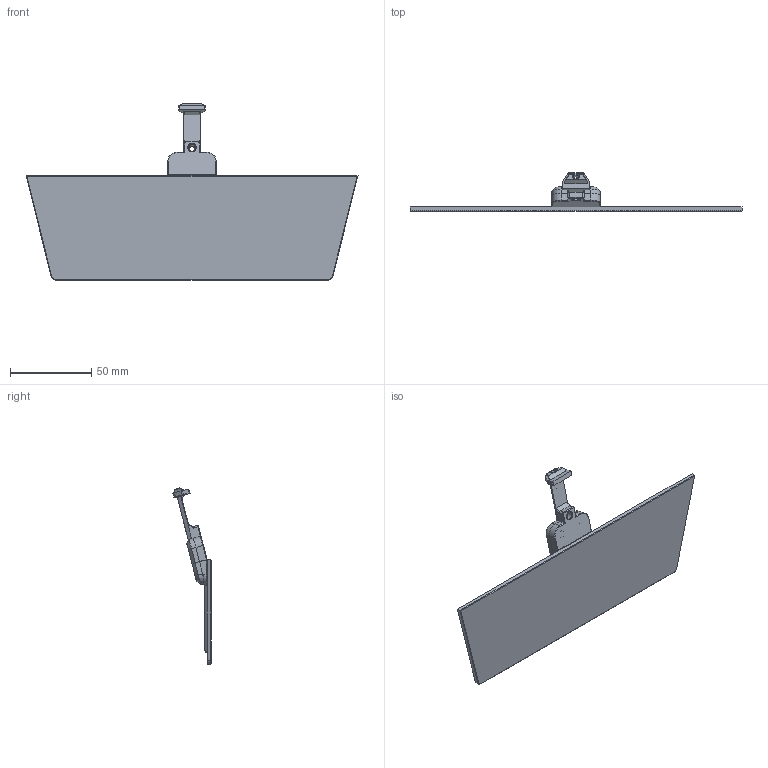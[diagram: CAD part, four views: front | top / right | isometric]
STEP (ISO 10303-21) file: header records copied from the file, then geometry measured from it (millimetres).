
FILE_DESCRIPTION(/* description */ (''),/* implementation_level */ '2;1');
FILE_NAME(/* name */ 'tophat_pogopin_assembly.step',/* time_stamp */ '2020-09-11T13:02:46-07:00',/* author */ (''),/* organization */ (''),/* preprocessor_version */ 'ST-DEVELOPER v18.1',/* originating_system */ 'Autodesk Translation Framework v9.3.0.1241',/* authorisation */ '');
FILE_SCHEMA (('AUTOMOTIVE_DESIGN { 1 0 10303 214 3 1 1 }'));
Length unit declared in the file: millimetre
Products named in the file (1): tophat_pogopin_LED
Bounding box: 204.9 x 23.74 x 108.65 mm (x, y, z)
Volume: 31713 mm3; surface area: 31956.3 mm2
Topology: 4 solids, 4 shells, 403 faces, 1086 edges, 699 vertices
Faces by surface type: plane 265, cylinder 102, cone 30, bspline 5, torus 1
Full cylindrical faces by diameter (mm): 3.2 x4, 4.6 x5, 6.2 x4
Entity records: 12744 total; most frequent: CARTESIAN_POINT 2425, ORIENTED_EDGE 2172, DIRECTION 2121, EDGE_CURVE 1086, LINE 805, VECTOR 805, VERTEX_POINT 699, AXIS2_PLACEMENT_3D 658
